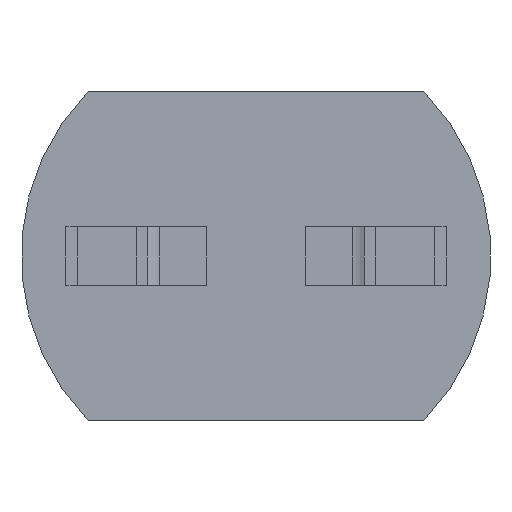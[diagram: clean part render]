
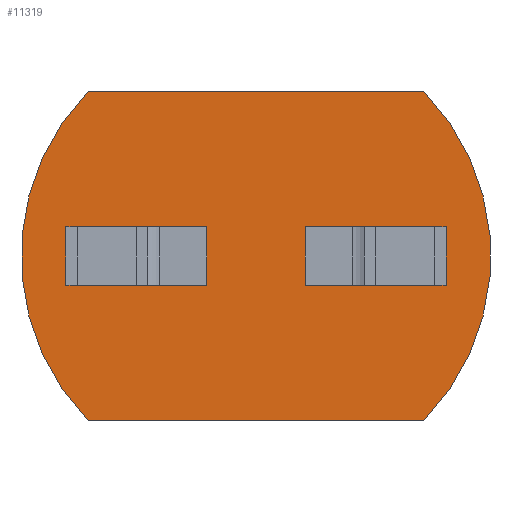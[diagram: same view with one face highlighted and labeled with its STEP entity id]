
A CAD part, front view. The second image highlights one B-rep face of the part: STEP entity #11319.
In plain terms, the highlighted planar face has unit normal (0, -1, 0).
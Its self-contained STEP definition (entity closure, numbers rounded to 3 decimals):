
#26 = ORIENTED_EDGE ( 'NONE', *, *, #11335, .T. ) ;
#27 = ORIENTED_EDGE ( 'NONE', *, *, #9553, .F. ) ;
#28 = ORIENTED_EDGE ( 'NONE', *, *, #11337, .T. ) ;
#29 = ORIENTED_EDGE ( 'NONE', *, *, #9519, .F. ) ;
#30 = ORIENTED_EDGE ( 'NONE', *, *, #9554, .T. ) ;
#31 = ORIENTED_EDGE ( 'NONE', *, *, #9551, .T. ) ;
#32 = ORIENTED_EDGE ( 'NONE', *, *, #14055, .F. ) ;
#33 = ORIENTED_EDGE ( 'NONE', *, *, #9546, .F. ) ;
#34 = ORIENTED_EDGE ( 'NONE', *, *, #9541, .T. ) ;
#35 = ORIENTED_EDGE ( 'NONE', *, *, #9537, .T. ) ;
#36 = ORIENTED_EDGE ( 'NONE', *, *, #9479, .T. ) ;
#37 = ORIENTED_EDGE ( 'NONE', *, *, #9585, .F. ) ;
#454 = VERTEX_POINT ( 'NONE', #15183 ) ;
#455 = VERTEX_POINT ( 'NONE', #15184 ) ;
#571 = EDGE_LOOP ( 'NONE', ( #32, #31, #30, #33 ) ) ;
#573 = EDGE_LOOP ( 'NONE', ( #26, #28, #27, #29 ) ) ;
#574 = EDGE_LOOP ( 'NONE', ( #34, #36, #35, #37 ) ) ;
#2006 = CARTESIAN_POINT ( 'NONE',  ( 0.42, 0., 0.25 ) ) ;
#2007 = CARTESIAN_POINT ( 'NONE',  ( 1.27, 0., 0.25 ) ) ;
#2008 = CARTESIAN_POINT ( 'NONE',  ( 1.27, 0., -0.25 ) ) ;
#2009 = CARTESIAN_POINT ( 'NONE',  ( 0.42, 0., -0.25 ) ) ;
#2010 = CARTESIAN_POINT ( 'NONE',  ( -0.42, 0., -0.25 ) ) ;
#2011 = CARTESIAN_POINT ( 'NONE',  ( -1.27, 0., -0.25 ) ) ;
#2012 = CARTESIAN_POINT ( 'NONE',  ( -1.428, 0., 1.4 ) ) ;
#2013 = CARTESIAN_POINT ( 'NONE',  ( -1.428, 0., -1.4 ) ) ;
#2014 = CARTESIAN_POINT ( 'NONE',  ( 1.428, 0., -1.4 ) ) ;
#2015 = CARTESIAN_POINT ( 'NONE',  ( 1.428, 0., 1.4 ) ) ;
#2323 = LINE ( 'NONE', #2324, #3210 ) ;
#2324 = CARTESIAN_POINT ( 'NONE',  ( -1.146, 0., 0.25 ) ) ;
#2325 = DIRECTION ( 'NONE',  ( -1., 0., 0. ) ) ;
#3210 = VECTOR ( 'NONE', #2325, 1000. ) ;
#8961 = VECTOR ( 'NONE', #15593, 1000. ) ;
#8964 = VECTOR ( 'NONE', #15587, 1000. ) ;
#9479 = EDGE_CURVE ( 'NONE', #13957, #13958, #15285, .T. ) ;
#9519 = EDGE_CURVE ( 'NONE', #13950, #13953, #15292, .T. ) ;
#9537 = EDGE_CURVE ( 'NONE', #13958, #13959, #14648, .T. ) ;
#9541 = EDGE_CURVE ( 'NONE', #13956, #13957, #14651, .T. ) ;
#9546 = EDGE_CURVE ( 'NONE', #454, #13955, #15313, .T. ) ;
#9551 = EDGE_CURVE ( 'NONE', #455, #13954, #15327, .T. ) ;
#9553 = EDGE_CURVE ( 'NONE', #13953, #13952, #15330, .T. ) ;
#9554 = EDGE_CURVE ( 'NONE', #13954, #13955, #15333, .T. ) ;
#9585 = EDGE_CURVE ( 'NONE', #13956, #13959, #15345, .T. ) ;
#11319 = ADVANCED_FACE ( 'NONE', ( #12230, #12278, #12246 ), #15410, .T. ) ;
#11335 = EDGE_CURVE ( 'NONE', #13950, #13951, #15585, .T. ) ;
#11337 = EDGE_CURVE ( 'NONE', #13951, #13952, #15591, .T. ) ;
#12230 = FACE_BOUND ( 'NONE', #573, .T. ) ;
#12233 = VECTOR ( 'NONE', #15287, 1000. ) ;
#12235 = VECTOR ( 'NONE', #15294, 1000. ) ;
#12241 = VECTOR ( 'NONE', #15347, 1000. ) ;
#12242 = VECTOR ( 'NONE', #15332, 1000. ) ;
#12246 = FACE_OUTER_BOUND ( 'NONE', #574, .T. ) ;
#12248 = VECTOR ( 'NONE', #15315, 1000. ) ;
#12264 = AXIS2_PLACEMENT_3D ( 'NONE', #15411, #15412, #15413 ) ;
#12266 = VECTOR ( 'NONE', #15329, 1000. ) ;
#12267 = AXIS2_PLACEMENT_3D ( 'NONE', #15306, #15307, #15308 ) ;
#12278 = FACE_BOUND ( 'NONE', #571, .T. ) ;
#12283 = VECTOR ( 'NONE', #15335, 1000. ) ;
#12288 = AXIS2_PLACEMENT_3D ( 'NONE', #15309, #15310, #15311 ) ;
#13950 = VERTEX_POINT ( 'NONE', #2006 ) ;
#13951 = VERTEX_POINT ( 'NONE', #2007 ) ;
#13952 = VERTEX_POINT ( 'NONE', #2008 ) ;
#13953 = VERTEX_POINT ( 'NONE', #2009 ) ;
#13954 = VERTEX_POINT ( 'NONE', #2010 ) ;
#13955 = VERTEX_POINT ( 'NONE', #2011 ) ;
#13956 = VERTEX_POINT ( 'NONE', #2012 ) ;
#13957 = VERTEX_POINT ( 'NONE', #2013 ) ;
#13958 = VERTEX_POINT ( 'NONE', #2014 ) ;
#13959 = VERTEX_POINT ( 'NONE', #2015 ) ;
#14055 = EDGE_CURVE ( 'NONE', #455, #454, #2323, .T. ) ;
#14648 = CIRCLE ( 'NONE', #12267, 2. ) ;
#14651 = CIRCLE ( 'NONE', #12288, 2. ) ;
#15183 = CARTESIAN_POINT ( 'NONE',  ( -1.27, 0., 0.25 ) ) ;
#15184 = CARTESIAN_POINT ( 'NONE',  ( -0.42, 0., 0.25 ) ) ;
#15285 = LINE ( 'NONE', #15286, #12233 ) ;
#15286 = CARTESIAN_POINT ( 'NONE',  ( 0., 0., -1.4 ) ) ;
#15287 = DIRECTION ( 'NONE',  ( 1., 0., 0. ) ) ;
#15292 = LINE ( 'NONE', #15293, #12235 ) ;
#15293 = CARTESIAN_POINT ( 'NONE',  ( 0.42, 0., 0.25 ) ) ;
#15294 = DIRECTION ( 'NONE',  ( 0., 0., -1. ) ) ;
#15306 = CARTESIAN_POINT ( 'NONE',  ( 0., 0., 0. ) ) ;
#15307 = DIRECTION ( 'NONE',  ( 0., -1., 0. ) ) ;
#15308 = DIRECTION ( 'NONE',  ( 0., 0., -1. ) ) ;
#15309 = CARTESIAN_POINT ( 'NONE',  ( 0., 0., 0. ) ) ;
#15310 = DIRECTION ( 'NONE',  ( 0., -1., 0. ) ) ;
#15311 = DIRECTION ( 'NONE',  ( 0., 0., -1. ) ) ;
#15313 = LINE ( 'NONE', #15314, #12248 ) ;
#15314 = CARTESIAN_POINT ( 'NONE',  ( -1.27, 0., 0.25 ) ) ;
#15315 = DIRECTION ( 'NONE',  ( 0., 0., -1. ) ) ;
#15327 = LINE ( 'NONE', #15328, #12266 ) ;
#15328 = CARTESIAN_POINT ( 'NONE',  ( -0.42, 0., 0.25 ) ) ;
#15329 = DIRECTION ( 'NONE',  ( 0., 0., -1. ) ) ;
#15330 = LINE ( 'NONE', #15331, #12242 ) ;
#15331 = CARTESIAN_POINT ( 'NONE',  ( -1.146, 0., -0.25 ) ) ;
#15332 = DIRECTION ( 'NONE',  ( 1., 0., 0. ) ) ;
#15333 = LINE ( 'NONE', #15334, #12283 ) ;
#15334 = CARTESIAN_POINT ( 'NONE',  ( -1.146, 0., -0.25 ) ) ;
#15335 = DIRECTION ( 'NONE',  ( -1., 0., 0. ) ) ;
#15345 = LINE ( 'NONE', #15346, #12241 ) ;
#15346 = CARTESIAN_POINT ( 'NONE',  ( 0., 0., 1.4 ) ) ;
#15347 = DIRECTION ( 'NONE',  ( 1., 0., 0. ) ) ;
#15410 = PLANE ( 'NONE',  #12264 ) ;
#15411 = CARTESIAN_POINT ( 'NONE',  ( -1.146, 0., 0. ) ) ;
#15412 = DIRECTION ( 'NONE',  ( 0., -1., 0. ) ) ;
#15413 = DIRECTION ( 'NONE',  ( 0., 0., -1. ) ) ;
#15585 = LINE ( 'NONE', #15586, #8964 ) ;
#15586 = CARTESIAN_POINT ( 'NONE',  ( -1.146, 0., 0.25 ) ) ;
#15587 = DIRECTION ( 'NONE',  ( 1., 0., 0. ) ) ;
#15591 = LINE ( 'NONE', #15592, #8961 ) ;
#15592 = CARTESIAN_POINT ( 'NONE',  ( 1.27, 0., 0.25 ) ) ;
#15593 = DIRECTION ( 'NONE',  ( 0., 0., -1. ) ) ;
